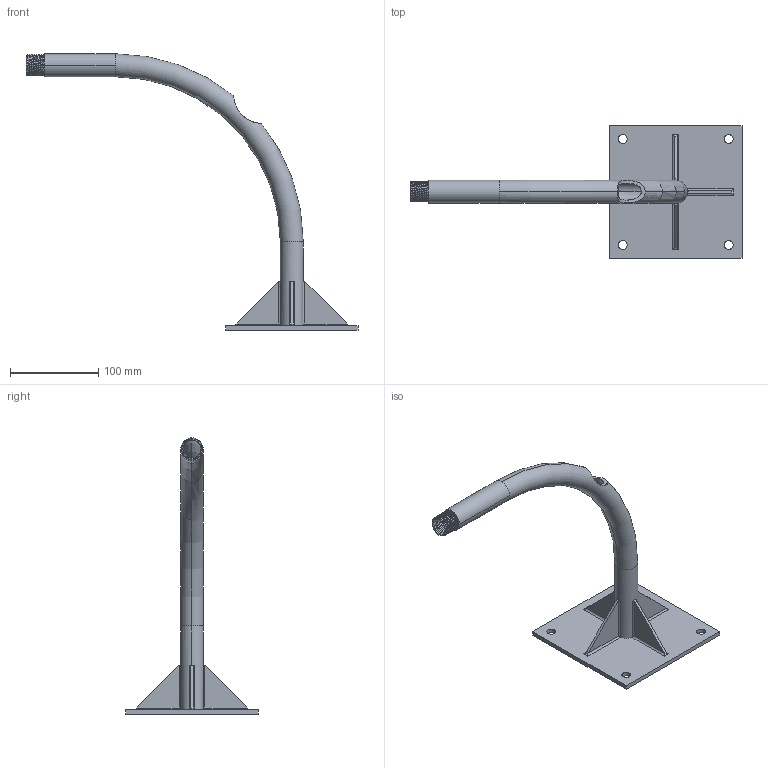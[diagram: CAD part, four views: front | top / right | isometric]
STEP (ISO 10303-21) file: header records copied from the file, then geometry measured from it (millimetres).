
FILE_DESCRIPTION (( 'STEP AP214' ), '1' );
FILE_NAME ('Êðîíøòåéí 300.STEP', '2018-10-04T06:47:22', ( '' ), ( '' ), 'SwSTEP 2.0', 'SolidWorks 2017', '' );
FILE_SCHEMA (( 'AUTOMOTIVE_DESIGN' ));
Length unit declared in the file: millimetre
Products named in the file (1): ﾊ煇鳫 300
Bounding box: 376 x 150 x 313 mm (x, y, z)
Volume: 231380.2 mm3; surface area: 129890.7 mm2
Topology: 1 solids, 1 shells, 91 faces, 251 edges, 163 vertices
Faces by surface type: cylinder 58, plane 26, torus 4, bspline 3
Entity records: 6474 total; most frequent: CARTESIAN_POINT 4251, ORIENTED_EDGE 502, DIRECTION 422, EDGE_CURVE 251, VERTEX_POINT 163, AXIS2_PLACEMENT_3D 155, LINE 112, VECTOR 112
